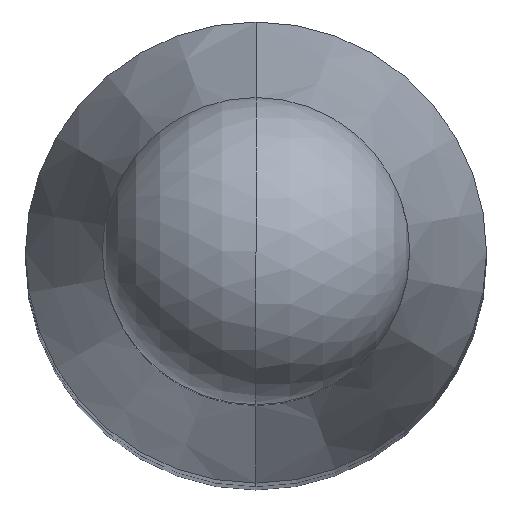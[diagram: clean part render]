
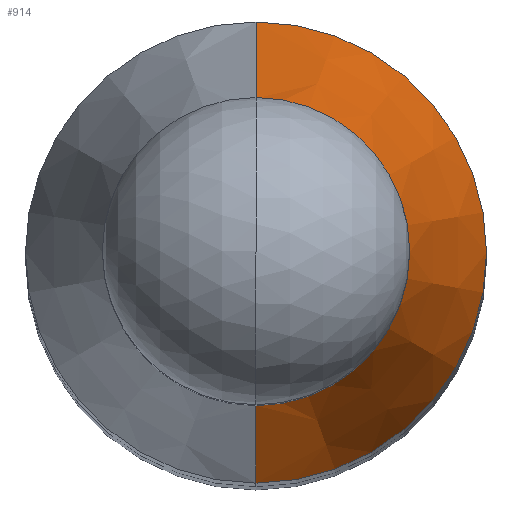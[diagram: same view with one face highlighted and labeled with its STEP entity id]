
A CAD part, top view. The second image highlights one B-rep face of the part: STEP entity #914.
In plain terms, the highlighted conical face has half-angle 15 degrees and reference radius 1 mm.
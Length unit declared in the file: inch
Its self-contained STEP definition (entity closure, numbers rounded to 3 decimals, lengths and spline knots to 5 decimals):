
#17 = AXIS2_PLACEMENT_3D ( 'NONE', #802, #779, #26 ) ;
#19 = CARTESIAN_POINT ( 'NONE',  ( 0., 0., -0.24152 ) ) ;
#26 = DIRECTION ( 'NONE',  ( 0., -1., 0. ) ) ;
#46 = ORIENTED_EDGE ( 'NONE', *, *, #294, .T. ) ;
#126 = CARTESIAN_POINT ( 'NONE',  ( 0., -0.03935, -0.168 ) ) ;
#130 = AXIS2_PLACEMENT_3D ( 'NONE', #19, #452, #1044 ) ;
#156 = CARTESIAN_POINT ( 'NONE',  ( 0., 0.03935, -0.168 ) ) ;
#234 = EDGE_CURVE ( 'NONE', #1076, #894, #510, .T. ) ;
#269 = EDGE_CURVE ( 'NONE', #1076, #389, #954, .T. ) ;
#281 = DIRECTION ( 'NONE',  ( 0., -0.259, -0.966 ) ) ;
#294 = EDGE_CURVE ( 'NONE', #894, #946, #440, .T. ) ;
#304 = LINE ( 'NONE', #156, #905 ) ;
#344 = CARTESIAN_POINT ( 'NONE',  ( 0., 0., -0.168 ) ) ;
#381 = AXIS2_PLACEMENT_3D ( 'NONE', #344, #953, #753 ) ;
#384 = CARTESIAN_POINT ( 'NONE',  ( 0., -0.03935, -0.168 ) ) ;
#389 = VERTEX_POINT ( 'NONE', #882 ) ;
#394 = EDGE_LOOP ( 'NONE', ( #797, #880, #890, #46 ) ) ;
#405 = DIRECTION ( 'NONE',  ( 0., 0.259, -0.966 ) ) ;
#440 = CIRCLE ( 'NONE', #130, 0.05905 ) ;
#452 = DIRECTION ( 'NONE',  ( 0., 0., 1. ) ) ;
#479 = VECTOR ( 'NONE', #281, 39.37008 ) ;
#510 = LINE ( 'NONE', #126, #479 ) ;
#578 = EDGE_CURVE ( 'NONE', #389, #946, #304, .T. ) ;
#596 = FACE_OUTER_BOUND ( 'NONE', #394, .T. ) ;
#687 = CARTESIAN_POINT ( 'NONE',  ( 0., 0.05905, -0.24152 ) ) ;
#753 = DIRECTION ( 'NONE',  ( 0., -1., 0. ) ) ;
#765 = CARTESIAN_POINT ( 'NONE',  ( 0., -0.05905, -0.24152 ) ) ;
#779 = DIRECTION ( 'NONE',  ( 0., 0., 1. ) ) ;
#797 = ORIENTED_EDGE ( 'NONE', *, *, #578, .F. ) ;
#802 = CARTESIAN_POINT ( 'NONE',  ( 0., 0., -0.168 ) ) ;
#857 = CONICAL_SURFACE ( 'NONE', #381, 0.03935, 0.262 ) ;
#880 = ORIENTED_EDGE ( 'NONE', *, *, #269, .F. ) ;
#882 = CARTESIAN_POINT ( 'NONE',  ( 0., 0.03935, -0.168 ) ) ;
#890 = ORIENTED_EDGE ( 'NONE', *, *, #234, .T. ) ;
#894 = VERTEX_POINT ( 'NONE', #765 ) ;
#905 = VECTOR ( 'NONE', #405, 39.37008 ) ;
#914 = ADVANCED_FACE ( 'NONE', ( #596 ), #857, .T. ) ;
#946 = VERTEX_POINT ( 'NONE', #687 ) ;
#953 = DIRECTION ( 'NONE',  ( 0., 0., -1. ) ) ;
#954 = CIRCLE ( 'NONE', #17, 0.03935 ) ;
#1044 = DIRECTION ( 'NONE',  ( 0., -1., 0. ) ) ;
#1076 = VERTEX_POINT ( 'NONE', #384 ) ;
